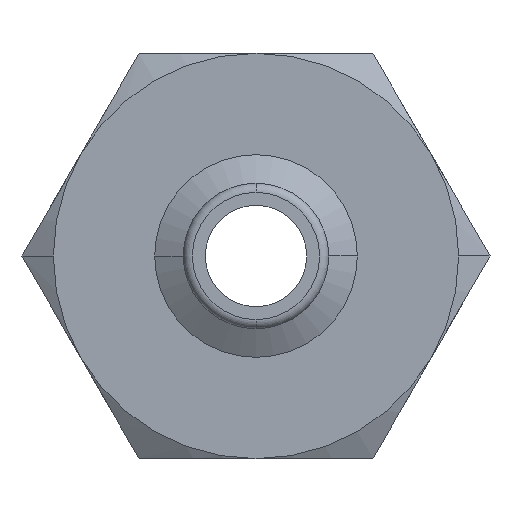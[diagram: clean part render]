
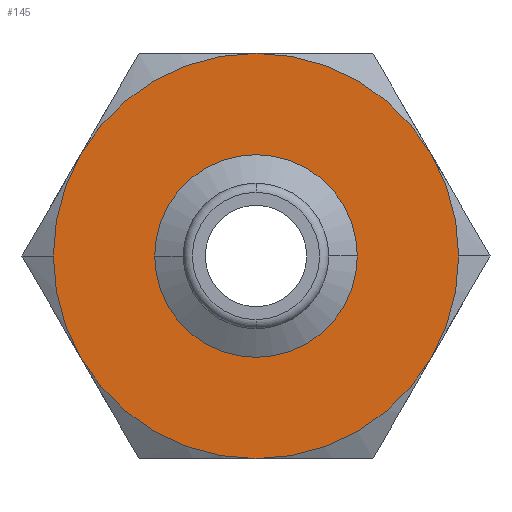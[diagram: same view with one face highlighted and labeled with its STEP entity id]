
A CAD part, front view. The second image highlights one B-rep face of the part: STEP entity #145.
In plain terms, the highlighted planar face has unit normal (0, -1, 0).
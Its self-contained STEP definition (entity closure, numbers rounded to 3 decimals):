
#145=ADVANCED_FACE('',(#310,#311),#312,.T.);
#310=FACE_OUTER_BOUND('',#489,.T.);
#311=FACE_BOUND('',#490,.T.);
#312=PLANE('',#491);
#489=EDGE_LOOP('',(#836,#837,#838,#839,#840,#841,#842,#843));
#490=EDGE_LOOP('',(#844,#845));
#491=AXIS2_PLACEMENT_3D('',#846,#847,#848);
#836=ORIENTED_EDGE('',*,*,#1113,.F.);
#837=ORIENTED_EDGE('',*,*,#1162,.F.);
#838=ORIENTED_EDGE('',*,*,#1163,.F.);
#839=ORIENTED_EDGE('',*,*,#1164,.F.);
#840=ORIENTED_EDGE('',*,*,#1134,.F.);
#841=ORIENTED_EDGE('',*,*,#1165,.F.);
#842=ORIENTED_EDGE('',*,*,#1160,.F.);
#843=ORIENTED_EDGE('',*,*,#1027,.F.);
#844=ORIENTED_EDGE('',*,*,#1166,.F.);
#845=ORIENTED_EDGE('',*,*,#1116,.F.);
#846=CARTESIAN_POINT('',(5.5,22.0,0.0));
#847=DIRECTION('',(-0.0,-1.0,-0.0));
#848=DIRECTION('',(-1.0,0.0,0.0));
#1027=EDGE_CURVE('',#1205,#1208,#1209,.T.);
#1113=EDGE_CURVE('',#1276,#1205,#1346,.T.);
#1116=EDGE_CURVE('',#1348,#1350,#1351,.T.);
#1134=EDGE_CURVE('',#1375,#1373,#1377,.T.);
#1160=EDGE_CURVE('',#1208,#1313,#1409,.T.);
#1162=EDGE_CURVE('',#1411,#1276,#1412,.T.);
#1163=EDGE_CURVE('',#1413,#1411,#1414,.T.);
#1164=EDGE_CURVE('',#1373,#1413,#1415,.T.);
#1165=EDGE_CURVE('',#1313,#1375,#1416,.T.);
#1166=EDGE_CURVE('',#1350,#1348,#1417,.T.);
#1205=VERTEX_POINT('',#1460);
#1208=VERTEX_POINT('',#1464);
#1209=CIRCLE('',#1465,11.0);
#1276=VERTEX_POINT('',#1581);
#1313=VERTEX_POINT('',#1700);
#1346=CIRCLE('',#1759,11.0);
#1348=VERTEX_POINT('',#1761);
#1350=VERTEX_POINT('',#1764);
#1351=CIRCLE('',#1765,5.5);
#1373=VERTEX_POINT('',#1803);
#1375=VERTEX_POINT('',#1806);
#1377=CIRCLE('',#1819,11.0);
#1409=CIRCLE('',#1877,11.0);
#1411=VERTEX_POINT('',#1879);
#1412=CIRCLE('',#1880,11.0);
#1413=VERTEX_POINT('',#1881);
#1414=CIRCLE('',#1882,11.0);
#1415=CIRCLE('',#1883,11.0);
#1416=CIRCLE('',#1884,11.0);
#1417=CIRCLE('',#1885,5.5);
#1460=CARTESIAN_POINT('',(11.0,22.0,0.));
#1464=CARTESIAN_POINT('',(9.526,22.0,-5.5));
#1465=AXIS2_PLACEMENT_3D('',#2009,#2010,#2011);
#1581=CARTESIAN_POINT('',(9.526,22.0,5.5));
#1700=CARTESIAN_POINT('',(0.0,22.0,-11.0));
#1759=AXIS2_PLACEMENT_3D('',#2146,#2147,#2148);
#1761=CARTESIAN_POINT('',(5.5,22.0,0.));
#1764=CARTESIAN_POINT('',(-5.5,22.0,0.));
#1765=AXIS2_PLACEMENT_3D('',#2150,#2151,#2152);
#1803=CARTESIAN_POINT('',(-11.0,22.0,0.));
#1806=CARTESIAN_POINT('',(-9.526,22.0,-5.5));
#1819=AXIS2_PLACEMENT_3D('',#2171,#2172,#2173);
#1877=AXIS2_PLACEMENT_3D('',#2211,#2212,#2213);
#1879=CARTESIAN_POINT('',(0.,22.0,11.0));
#1880=AXIS2_PLACEMENT_3D('',#2214,#2215,#2216);
#1881=CARTESIAN_POINT('',(-9.526,22.0,5.5));
#1882=AXIS2_PLACEMENT_3D('',#2217,#2218,#2219);
#1883=AXIS2_PLACEMENT_3D('',#2220,#2221,#2222);
#1884=AXIS2_PLACEMENT_3D('',#2223,#2224,#2225);
#1885=AXIS2_PLACEMENT_3D('',#2226,#2227,#2228);
#2009=CARTESIAN_POINT('',(0.0,22.0,0.0));
#2010=DIRECTION('',(-0.0,1.0,0.0));
#2011=DIRECTION('',(1.0,0.0,0.0));
#2146=CARTESIAN_POINT('',(0.0,22.0,0.0));
#2147=DIRECTION('',(-0.0,1.0,0.0));
#2148=DIRECTION('',(1.0,0.0,0.0));
#2150=CARTESIAN_POINT('',(0.0,22.0,0.0));
#2151=DIRECTION('',(0.0,-1.0,0.0));
#2152=DIRECTION('',(1.0,0.0,0.0));
#2171=CARTESIAN_POINT('',(0.0,22.0,0.0));
#2172=DIRECTION('',(-0.0,1.0,0.0));
#2173=DIRECTION('',(1.0,0.0,0.0));
#2211=CARTESIAN_POINT('',(0.0,22.0,0.0));
#2212=DIRECTION('',(-0.0,1.0,0.0));
#2213=DIRECTION('',(1.0,0.0,0.0));
#2214=CARTESIAN_POINT('',(0.0,22.0,0.0));
#2215=DIRECTION('',(-0.0,1.0,0.0));
#2216=DIRECTION('',(1.0,0.0,0.0));
#2217=CARTESIAN_POINT('',(0.0,22.0,0.0));
#2218=DIRECTION('',(-0.0,1.0,0.0));
#2219=DIRECTION('',(1.0,0.0,0.0));
#2220=CARTESIAN_POINT('',(0.0,22.0,0.0));
#2221=DIRECTION('',(-0.0,1.0,0.0));
#2222=DIRECTION('',(1.0,0.0,0.0));
#2223=CARTESIAN_POINT('',(0.0,22.0,0.0));
#2224=DIRECTION('',(-0.0,1.0,0.0));
#2225=DIRECTION('',(1.0,0.0,0.0));
#2226=CARTESIAN_POINT('',(0.0,22.0,0.0));
#2227=DIRECTION('',(0.0,-1.0,0.0));
#2228=DIRECTION('',(1.0,0.0,0.0));
